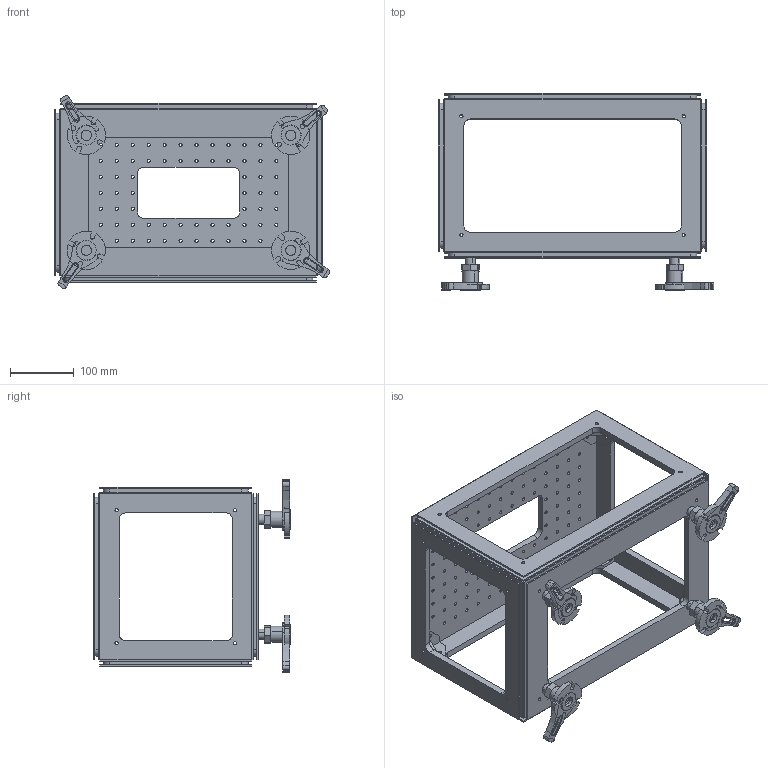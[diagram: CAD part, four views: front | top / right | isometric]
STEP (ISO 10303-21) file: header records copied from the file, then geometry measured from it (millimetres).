
FILE_DESCRIPTION (( 'STEP AP203' ), '1' );
FILE_NAME ('线圈屏蔽组件.STEP', '2019-10-14T07:26:17', ( 'User' ), ( 'China' ), 'SwSTEP 2.0', 'SolidWorks 2018', '' );
FILE_SCHEMA (( 'CONFIG_CONTROL_DESIGN' ));
Length unit declared in the file: millimetre
Products named in the file (9): 线圈屏蔽组件; 线圈骨架; 线圈骨架3; 线圈骨架2; 线圈骨架 - 底; 參褒; У极盓傅2; 压板-北京北光世纪仪器; M8蹟譫
Assembly tree (26 placements, depth 2):
  线圈屏蔽组件
    线圈骨架  x2
    线圈骨架3  x2
    线圈骨架2
    线圈骨架 - 底
    參褒  x8
    У极盓傅2  x4
    压板-北京北光世纪仪器  x4
    M8蹟譫  x4
Bounding box: 430.77 x 308.3 x 301.77 mm (x, y, z)
Volume: 2768812.9 mm3; surface area: 913696 mm2
Topology: 38 solids, 38 shells, 1004 faces, 2664 edges, 1768 vertices
Faces by surface type: cylinder 556, plane 432, cone 16
Entity records: 17964 total; most frequent: DIRECTION 3029, CARTESIAN_POINT 2870, ORIENTED_EDGE 2682, EDGE_CURVE 1341, AXIS2_PLACEMENT_3D 1187, VERTEX_POINT 892, EDGE_LOOP 769, CIRCLE 674
